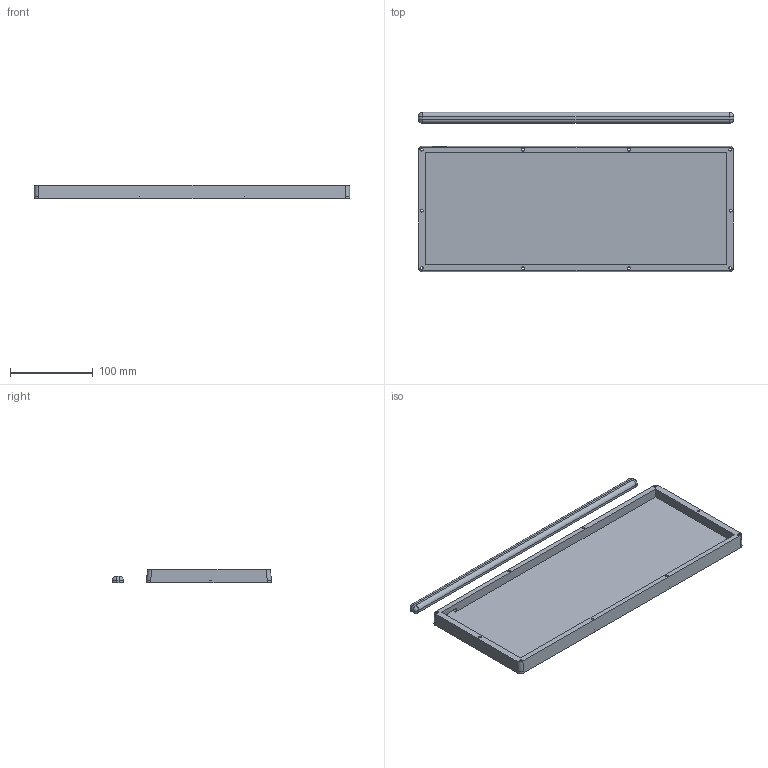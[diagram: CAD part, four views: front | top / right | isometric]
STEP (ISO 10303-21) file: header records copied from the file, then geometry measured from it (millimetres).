
FILE_DESCRIPTION(/* description */ ('','CAx-IF Rec.Pracs.---Representation and Presentation of Product Manufacturing Information (PMI)---4.0---2014-10-13'),/* implementation_level */ '2;1');
FILE_NAME(/* name */ 'bottom_lift_bar.step',/* time_stamp */ '2025-03-19T19:20:04-07:00',/* author */ (''),/* organization */ (''),/* preprocessor_version */ 'ST-DEVELOPER v20',/* originating_system */ 'Autodesk Translation Framework v13.20.0.188',/* authorisation */ '');
FILE_SCHEMA (('AP242_MANAGED_MODEL_BASED_3D_ENGINEERING_MIM_LF { 1 0 10303 442 1 1 4 }'));
Length unit declared in the file: millimetre
Products named in the file (1): hackboard
Bounding box: 380 x 191.9 x 16.75 mm (x, y, z)
Volume: 399569.9 mm3; surface area: 161099.4 mm2
Topology: 2 solids, 2 shells, 90 faces, 204 edges, 132 vertices
Faces by surface type: plane 50, cylinder 36, sphere 4
Full cylindrical faces by diameter (mm): 3.4 x10, 6 x10
Entity records: 2589 total; most frequent: DIRECTION 458, CARTESIAN_POINT 427, ORIENTED_EDGE 408, EDGE_CURVE 204, AXIS2_PLACEMENT_3D 163, LINE 132, VECTOR 132, VERTEX_POINT 132
